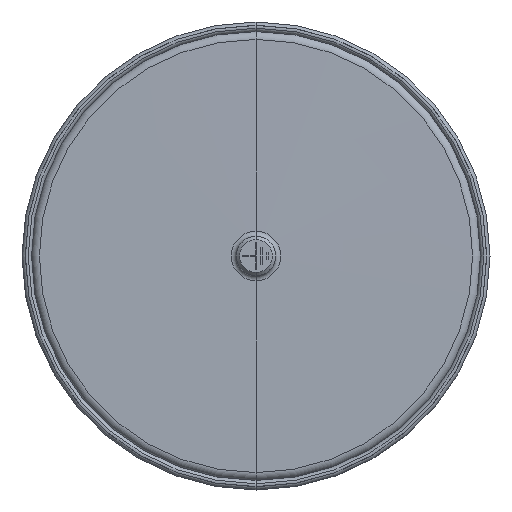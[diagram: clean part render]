
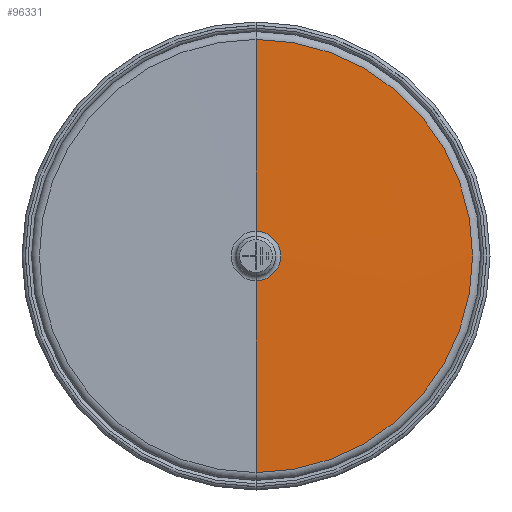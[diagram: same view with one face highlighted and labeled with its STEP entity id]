
A CAD part, front view. The second image highlights one B-rep face of the part: STEP entity #96331.
In plain terms, the highlighted conical face has half-angle 89.705 degrees and reference radius 7.5 mm.
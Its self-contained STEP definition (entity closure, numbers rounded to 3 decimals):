
#599 = CARTESIAN_POINT ( 'NONE',  ( 0., -205.75, 65.727 ) ) ;
#3422 = DIRECTION ( 'NONE',  ( 0., 1., 0. ) ) ;
#3876 = DIRECTION ( 'NONE',  ( 0., 0., -1. ) ) ;
#6678 = VERTEX_POINT ( 'NONE', #57708 ) ;
#7398 = ORIENTED_EDGE ( 'NONE', *, *, #33136, .T. ) ;
#10118 = EDGE_CURVE ( 'NONE', #69349, #6678, #12895, .T. ) ;
#10905 = VECTOR ( 'NONE', #76955, 1000. ) ;
#12895 = CIRCLE ( 'NONE', #81558, 7.5 ) ;
#20673 = AXIS2_PLACEMENT_3D ( 'NONE', #88842, #3422, #90367 ) ;
#25185 = CARTESIAN_POINT ( 'NONE',  ( 0., -205.75, 0. ) ) ;
#25829 = VERTEX_POINT ( 'NONE', #599 ) ;
#33136 = EDGE_CURVE ( 'NONE', #99716, #25829, #92012, .T. ) ;
#34130 = FACE_OUTER_BOUND ( 'NONE', #40883, .T. ) ;
#39952 = AXIS2_PLACEMENT_3D ( 'NONE', #25185, #56448, #77082 ) ;
#40883 = EDGE_LOOP ( 'NONE', ( #77641, #85519, #7398, #89846 ) ) ;
#41034 = CARTESIAN_POINT ( 'NONE',  ( 0., -206.05, 7.5 ) ) ;
#41778 = CARTESIAN_POINT ( 'NONE',  ( 0., -206.05, 0. ) ) ;
#43505 = CONICAL_SURFACE ( 'NONE', #20673, 7.5, 1.566 ) ;
#44878 = VECTOR ( 'NONE', #70240, 1000. ) ;
#55203 = EDGE_CURVE ( 'NONE', #6678, #25829, #93737, .T. ) ;
#56448 = DIRECTION ( 'NONE',  ( 0., -1., 0. ) ) ;
#57708 = CARTESIAN_POINT ( 'NONE',  ( 0., -206.05, 7.5 ) ) ;
#60457 = CARTESIAN_POINT ( 'NONE',  ( 0., -205.75, -65.727 ) ) ;
#69349 = VERTEX_POINT ( 'NONE', #89892 ) ;
#70240 = DIRECTION ( 'NONE',  ( 0., 0.005, 1. ) ) ;
#73979 = DIRECTION ( 'NONE',  ( 0., -1., 0. ) ) ;
#76955 = DIRECTION ( 'NONE',  ( 0., 0.005, -1. ) ) ;
#77082 = DIRECTION ( 'NONE',  ( 0., 0., -1. ) ) ;
#77641 = ORIENTED_EDGE ( 'NONE', *, *, #10118, .F. ) ;
#81558 = AXIS2_PLACEMENT_3D ( 'NONE', #41778, #73979, #3876 ) ;
#84608 = CARTESIAN_POINT ( 'NONE',  ( 0., -206.05, -7.5 ) ) ;
#85519 = ORIENTED_EDGE ( 'NONE', *, *, #96812, .T. ) ;
#88842 = CARTESIAN_POINT ( 'NONE',  ( 0., -206.05, 0. ) ) ;
#89846 = ORIENTED_EDGE ( 'NONE', *, *, #55203, .F. ) ;
#89892 = CARTESIAN_POINT ( 'NONE',  ( 0., -206.05, -7.5 ) ) ;
#90367 = DIRECTION ( 'NONE',  ( 0., 0., 1. ) ) ;
#92012 = CIRCLE ( 'NONE', #39952, 65.727 ) ;
#93737 = LINE ( 'NONE', #41034, #44878 ) ;
#96331 = ADVANCED_FACE ( 'NONE', ( #34130 ), #43505, .T. ) ;
#96812 = EDGE_CURVE ( 'NONE', #69349, #99716, #99454, .T. ) ;
#99454 = LINE ( 'NONE', #84608, #10905 ) ;
#99716 = VERTEX_POINT ( 'NONE', #60457 ) ;
